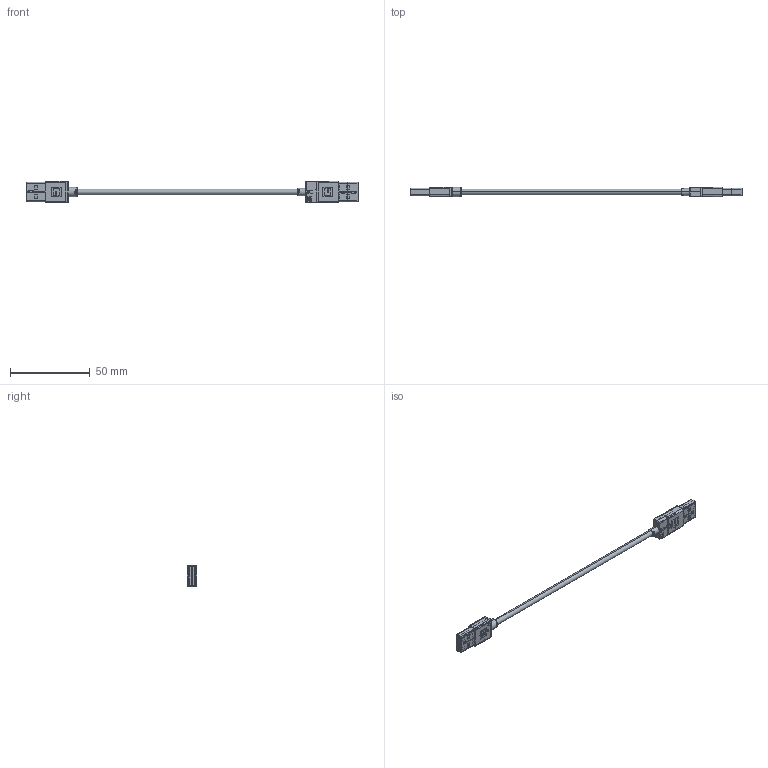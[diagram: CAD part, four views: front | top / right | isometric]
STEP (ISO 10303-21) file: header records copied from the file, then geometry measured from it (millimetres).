
FILE_DESCRIPTION (( 'STEP AP203' ), '1' );
FILE_NAME ('10-02344_revA.STEP', '2018-01-19T22:20:30', ( '' ), ( '' ), 'SwSTEP 2.0', 'SolidWorks 2015', '' );
FILE_SCHEMA (( 'CONFIG_CONTROL_DESIGN' ));
Length unit declared in the file: millimetre
Products named in the file (7): 24-00197; 55-00073; 10-02344_revA; 30-00099_blunt cut; 24-00210; 50-00575; 24-00196
Assembly tree (13 placements, depth 2):
  10-02344_revA
    30-00099_blunt cut
    24-00196  x2
    24-00197  x4
    55-00073  x2
    24-00210  x2
    50-00575  x2
Bounding box: 208 x 5.93 x 13.5 mm (x, y, z)
Volume: 15244.9 mm3; surface area: 45494.7 mm2
Topology: 140 solids, 200 shells, 9462 faces, 25300 edges, 16560 vertices
Faces by surface type: plane 5972, cylinder 2032, cone 576, sphere 536, bspline 318, torus 28
Entity records: 108751 total; most frequent: CARTESIAN_POINT 24977, ORIENTED_EDGE 17586, DIRECTION 16535, EDGE_CURVE 8793, VECTOR 6083, LINE 6083, VERTEX_POINT 5773, AXIS2_PLACEMENT_3D 5226
